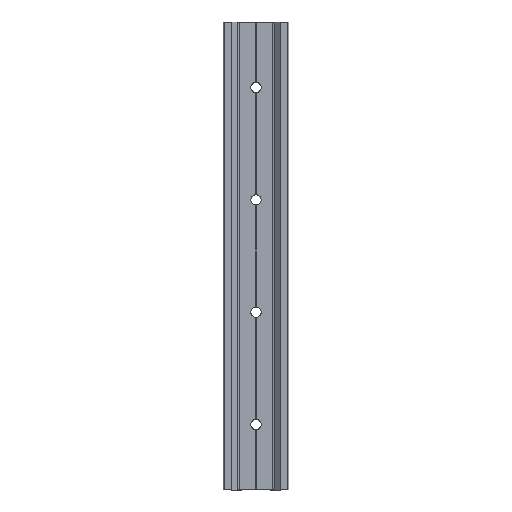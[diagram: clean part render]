
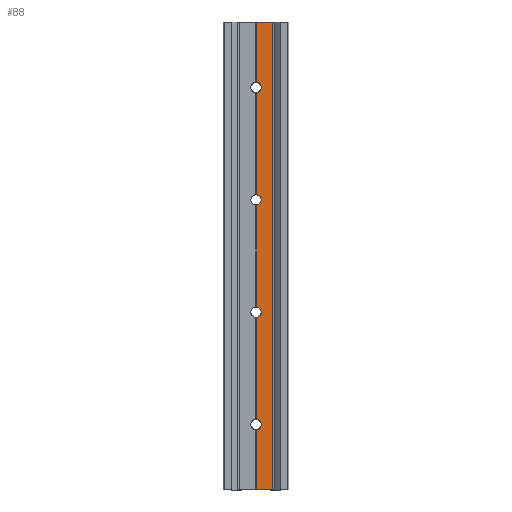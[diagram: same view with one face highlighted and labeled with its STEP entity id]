
A CAD part, top view. The second image highlights one B-rep face of the part: STEP entity #88.
In plain terms, the highlighted planar face has unit normal (0, 0, 1).
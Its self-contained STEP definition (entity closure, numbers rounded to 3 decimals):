
#88=ADVANCED_FACE('',(#217),#218,.T.);
#217=FACE_OUTER_BOUND('',#388,.T.);
#218=PLANE('',#389);
#388=EDGE_LOOP('',(#593,#594,#595,#596,#597,#598,#599,#600,#601,#602,#603,#604,#605,#606,#607,#608));
#389=AXIS2_PLACEMENT_3D('',#609,#610,#611);
#593=ORIENTED_EDGE('',*,*,#1113,.T.);
#594=ORIENTED_EDGE('',*,*,#1111,.T.);
#595=ORIENTED_EDGE('',*,*,#1119,.F.);
#596=ORIENTED_EDGE('',*,*,#1120,.T.);
#597=ORIENTED_EDGE('',*,*,#1103,.T.);
#598=ORIENTED_EDGE('',*,*,#1121,.F.);
#599=ORIENTED_EDGE('',*,*,#1122,.T.);
#600=ORIENTED_EDGE('',*,*,#1095,.T.);
#601=ORIENTED_EDGE('',*,*,#1123,.F.);
#602=ORIENTED_EDGE('',*,*,#1124,.T.);
#603=ORIENTED_EDGE('',*,*,#1087,.T.);
#604=ORIENTED_EDGE('',*,*,#1125,.F.);
#605=ORIENTED_EDGE('',*,*,#1126,.F.);
#606=ORIENTED_EDGE('',*,*,#1127,.T.);
#607=ORIENTED_EDGE('',*,*,#1128,.T.);
#608=ORIENTED_EDGE('',*,*,#1129,.F.);
#609=CARTESIAN_POINT('',(4.664,0.0,4.));
#610=DIRECTION('',(0.0,0.0,1.0));
#611=DIRECTION('',(1.0,-0.0,0.0));
#1087=EDGE_CURVE('',#1301,#1311,#1313,.T.);
#1095=EDGE_CURVE('',#1316,#1326,#1328,.T.);
#1103=EDGE_CURVE('',#1331,#1341,#1343,.T.);
#1111=EDGE_CURVE('',#1346,#1356,#1358,.T.);
#1113=EDGE_CURVE('',#1360,#1346,#1361,.T.);
#1119=EDGE_CURVE('',#1369,#1356,#1370,.T.);
#1120=EDGE_CURVE('',#1369,#1331,#1371,.T.);
#1121=EDGE_CURVE('',#1372,#1341,#1373,.T.);
#1122=EDGE_CURVE('',#1372,#1316,#1374,.T.);
#1123=EDGE_CURVE('',#1375,#1326,#1376,.T.);
#1124=EDGE_CURVE('',#1375,#1301,#1377,.T.);
#1125=EDGE_CURVE('',#1378,#1311,#1379,.T.);
#1126=EDGE_CURVE('',#1380,#1378,#1381,.T.);
#1127=EDGE_CURVE('',#1380,#1382,#1383,.T.);
#1128=EDGE_CURVE('',#1382,#1384,#1385,.T.);
#1129=EDGE_CURVE('',#1360,#1384,#1386,.T.);
#1301=VERTEX_POINT('',#1630);
#1311=VERTEX_POINT('',#1642);
#1313=CIRCLE('',#1644,2.75);
#1316=VERTEX_POINT('',#1647);
#1326=VERTEX_POINT('',#1659);
#1328=CIRCLE('',#1661,2.75);
#1331=VERTEX_POINT('',#1664);
#1341=VERTEX_POINT('',#1676);
#1343=CIRCLE('',#1678,2.75);
#1346=VERTEX_POINT('',#1681);
#1356=VERTEX_POINT('',#1693);
#1358=CIRCLE('',#1695,2.75);
#1360=VERTEX_POINT('',#1697);
#1361=CIRCLE('',#1698,2.75);
#1369=VERTEX_POINT('',#1706);
#1370=LINE('',#1707,#1708);
#1371=CIRCLE('',#1709,2.75);
#1372=VERTEX_POINT('',#1710);
#1373=LINE('',#1711,#1712);
#1374=CIRCLE('',#1713,2.75);
#1375=VERTEX_POINT('',#1714);
#1376=LINE('',#1715,#1716);
#1377=CIRCLE('',#1717,2.75);
#1378=VERTEX_POINT('',#1718);
#1379=LINE('',#1719,#1720);
#1380=VERTEX_POINT('',#1721);
#1381=LINE('',#1722,#1723);
#1382=VERTEX_POINT('',#1724);
#1383=LINE('',#1725,#1726);
#1384=VERTEX_POINT('',#1727);
#1385=LINE('',#1728,#1729);
#1386=LINE('',#1730,#1731);
#1630=CARTESIAN_POINT('',(2.75,35.0,4.));
#1642=CARTESIAN_POINT('',(0.25,32.261,4.));
#1644=AXIS2_PLACEMENT_3D('',#2088,#2089,#2090);
#1647=CARTESIAN_POINT('',(2.75,95.0,4.));
#1659=CARTESIAN_POINT('',(0.25,92.261,4.));
#1661=AXIS2_PLACEMENT_3D('',#2105,#2106,#2107);
#1664=CARTESIAN_POINT('',(2.75,155.0,4.));
#1676=CARTESIAN_POINT('',(0.25,152.261,4.));
#1678=AXIS2_PLACEMENT_3D('',#2122,#2123,#2124);
#1681=CARTESIAN_POINT('',(2.75,215.0,4.));
#1693=CARTESIAN_POINT('',(0.25,212.261,4.));
#1695=AXIS2_PLACEMENT_3D('',#2139,#2140,#2141);
#1697=CARTESIAN_POINT('',(0.25,217.739,4.));
#1698=AXIS2_PLACEMENT_3D('',#2142,#2143,#2144);
#1706=CARTESIAN_POINT('',(0.25,157.739,4.));
#1707=CARTESIAN_POINT('',(0.25,0.0,4.));
#1708=VECTOR('',#2157,1.0);
#1709=AXIS2_PLACEMENT_3D('',#2158,#2159,#2160);
#1710=CARTESIAN_POINT('',(0.25,97.739,4.));
#1711=CARTESIAN_POINT('',(0.25,0.0,4.));
#1712=VECTOR('',#2161,1.0);
#1713=AXIS2_PLACEMENT_3D('',#2162,#2163,#2164);
#1714=CARTESIAN_POINT('',(0.25,37.739,4.));
#1715=CARTESIAN_POINT('',(0.25,0.0,4.));
#1716=VECTOR('',#2165,1.0);
#1717=AXIS2_PLACEMENT_3D('',#2166,#2167,#2168);
#1718=CARTESIAN_POINT('',(0.25,0.0,4.));
#1719=CARTESIAN_POINT('',(0.25,0.0,4.));
#1720=VECTOR('',#2169,1.0);
#1721=CARTESIAN_POINT('',(9.079,0.0,4.));
#1722=CARTESIAN_POINT('',(9.079,0.0,4.));
#1723=VECTOR('',#2170,1.0);
#1724=CARTESIAN_POINT('',(9.079,250.0,4.));
#1725=CARTESIAN_POINT('',(9.079,0.0,4.));
#1726=VECTOR('',#2171,1.0);
#1727=CARTESIAN_POINT('',(0.25,250.0,4.));
#1728=CARTESIAN_POINT('',(9.079,250.0,4.));
#1729=VECTOR('',#2172,1.0);
#1730=CARTESIAN_POINT('',(0.25,0.0,4.));
#1731=VECTOR('',#2173,1.0);
#2088=CARTESIAN_POINT('',(0.0,35.0,4.));
#2089=DIRECTION('',(0.0,0.0,-1.0));
#2090=DIRECTION('',(1.0,0.0,0.0));
#2105=CARTESIAN_POINT('',(0.0,95.0,4.));
#2106=DIRECTION('',(0.0,0.0,-1.0));
#2107=DIRECTION('',(1.0,0.0,0.0));
#2122=CARTESIAN_POINT('',(0.0,155.0,4.));
#2123=DIRECTION('',(0.0,0.0,-1.0));
#2124=DIRECTION('',(1.0,0.0,0.0));
#2139=CARTESIAN_POINT('',(0.0,215.0,4.));
#2140=DIRECTION('',(0.0,0.0,-1.0));
#2141=DIRECTION('',(1.0,0.0,0.0));
#2142=CARTESIAN_POINT('',(0.0,215.0,4.));
#2143=DIRECTION('',(0.0,0.0,-1.0));
#2144=DIRECTION('',(1.0,0.0,0.0));
#2157=DIRECTION('',(0.0,1.0,0.0));
#2158=CARTESIAN_POINT('',(0.0,155.0,4.));
#2159=DIRECTION('',(0.0,0.0,-1.0));
#2160=DIRECTION('',(1.0,0.0,0.0));
#2161=DIRECTION('',(0.0,1.0,0.0));
#2162=CARTESIAN_POINT('',(0.0,95.0,4.));
#2163=DIRECTION('',(0.0,0.0,-1.0));
#2164=DIRECTION('',(1.0,0.0,0.0));
#2165=DIRECTION('',(0.0,1.0,0.0));
#2166=CARTESIAN_POINT('',(0.0,35.0,4.));
#2167=DIRECTION('',(0.0,0.0,-1.0));
#2168=DIRECTION('',(1.0,0.0,0.0));
#2169=DIRECTION('',(0.0,1.0,0.0));
#2170=DIRECTION('',(-1.0,0.0,0.0));
#2171=DIRECTION('',(0.0,1.0,0.0));
#2172=DIRECTION('',(-1.0,0.0,0.0));
#2173=DIRECTION('',(0.0,1.0,0.0));
